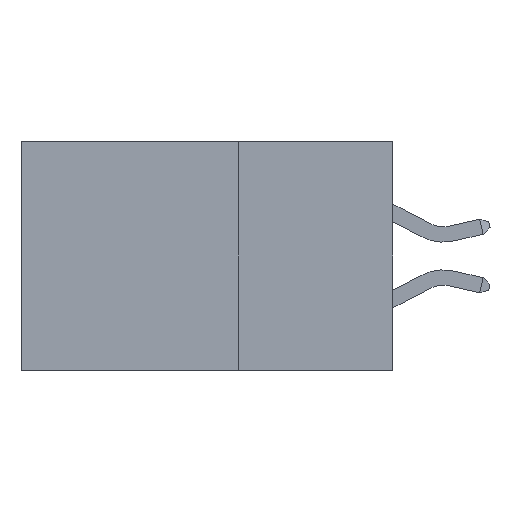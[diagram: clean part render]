
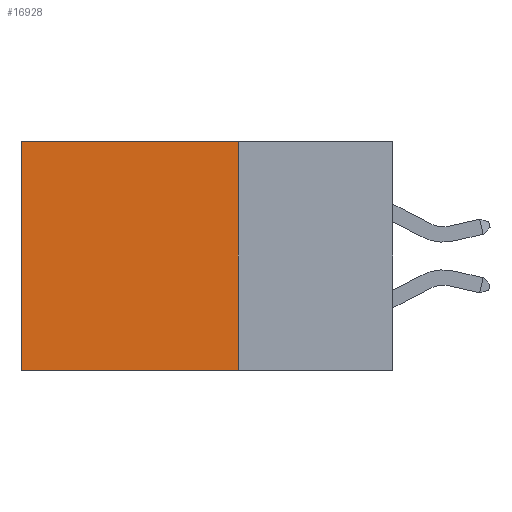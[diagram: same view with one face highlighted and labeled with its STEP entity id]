
A CAD part, left-side view. The second image highlights one B-rep face of the part: STEP entity #16928.
In plain terms, the highlighted planar face has unit normal (-1, 0, 0).
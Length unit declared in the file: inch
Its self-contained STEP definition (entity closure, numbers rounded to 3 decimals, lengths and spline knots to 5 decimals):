
#439 = ORIENTED_EDGE ( 'NONE', *, *, #19684, .T. ) ;
#498 = ORIENTED_EDGE ( 'NONE', *, *, #12545, .T. ) ;
#929 = VERTEX_POINT ( 'NONE', #25301 ) ;
#1437 = ORIENTED_EDGE ( 'NONE', *, *, #17639, .F. ) ;
#1841 = DIRECTION ( 'NONE',  ( 0., 1., 0. ) ) ;
#2228 = EDGE_CURVE ( 'NONE', #929, #14235, #21214, .T. ) ;
#3037 = DIRECTION ( 'NONE',  ( 0., 0., -1. ) ) ;
#3680 = CARTESIAN_POINT ( 'NONE',  ( 0.2875, 0.25, -0.37 ) ) ;
#5297 = CARTESIAN_POINT ( 'NONE',  ( 0.2875, 0.25, 0. ) ) ;
#5828 = VERTEX_POINT ( 'NONE', #23569 ) ;
#7644 = CARTESIAN_POINT ( 'NONE',  ( 0.2875, 0.6, -0.37 ) ) ;
#7788 = ORIENTED_EDGE ( 'NONE', *, *, #2228, .F. ) ;
#7954 = CARTESIAN_POINT ( 'NONE',  ( 0.2875, 0.25, 0. ) ) ;
#9394 = EDGE_LOOP ( 'NONE', ( #498, #7788, #1437, #439 ) ) ;
#9944 = LINE ( 'NONE', #18336, #15708 ) ;
#10853 = LINE ( 'NONE', #10983, #19496 ) ;
#10983 = CARTESIAN_POINT ( 'NONE',  ( 0.2875, 0.25, 0. ) ) ;
#12545 = EDGE_CURVE ( 'NONE', #25507, #14235, #9944, .T. ) ;
#14235 = VERTEX_POINT ( 'NONE', #7644 ) ;
#15708 = VECTOR ( 'NONE', #27206, 39.37008 ) ;
#16499 = DIRECTION ( 'NONE',  ( 0., 1., 0. ) ) ;
#16928 = ADVANCED_FACE ( 'NONE', ( #20149 ), #22399, .F. ) ;
#17623 = CARTESIAN_POINT ( 'NONE',  ( 0.2875, 0.6, 0. ) ) ;
#17639 = EDGE_CURVE ( 'NONE', #5828, #929, #10853, .T. ) ;
#18336 = CARTESIAN_POINT ( 'NONE',  ( 0.2875, 0.6, 0. ) ) ;
#18617 = LINE ( 'NONE', #7954, #23527 ) ;
#19496 = VECTOR ( 'NONE', #21344, 39.37008 ) ;
#19684 = EDGE_CURVE ( 'NONE', #5828, #25507, #18617, .T. ) ;
#20149 = FACE_OUTER_BOUND ( 'NONE', #9394, .T. ) ;
#20361 = AXIS2_PLACEMENT_3D ( 'NONE', #5297, #24928, #3037 ) ;
#21214 = LINE ( 'NONE', #3680, #26909 ) ;
#21344 = DIRECTION ( 'NONE',  ( 0., 0., -1. ) ) ;
#22399 = PLANE ( 'NONE',  #20361 ) ;
#23527 = VECTOR ( 'NONE', #16499, 39.37008 ) ;
#23569 = CARTESIAN_POINT ( 'NONE',  ( 0.2875, 0.25, 0. ) ) ;
#24928 = DIRECTION ( 'NONE',  ( 1., 0., 0. ) ) ;
#25301 = CARTESIAN_POINT ( 'NONE',  ( 0.2875, 0.25, -0.37 ) ) ;
#25507 = VERTEX_POINT ( 'NONE', #17623 ) ;
#26909 = VECTOR ( 'NONE', #1841, 39.37008 ) ;
#27206 = DIRECTION ( 'NONE',  ( 0., 0., -1. ) ) ;
